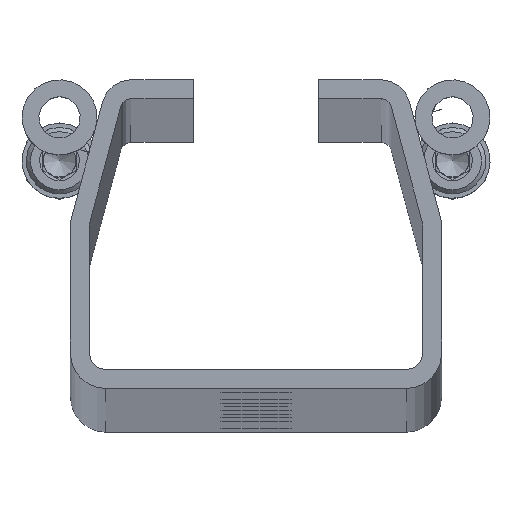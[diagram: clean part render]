
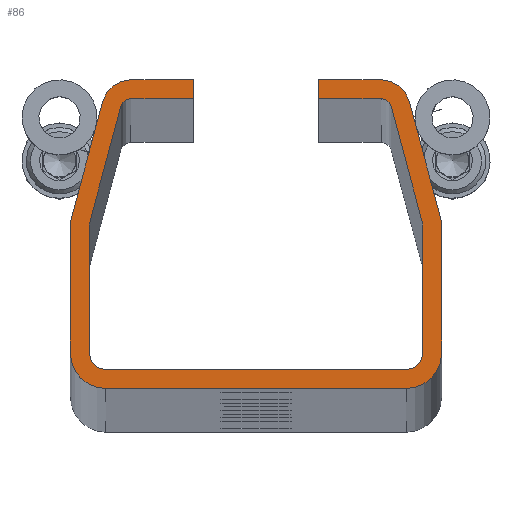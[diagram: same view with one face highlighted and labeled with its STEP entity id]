
A CAD part, top view. The second image highlights one B-rep face of the part: STEP entity #86.
In plain terms, the highlighted planar face has unit normal (0, 0, 1).
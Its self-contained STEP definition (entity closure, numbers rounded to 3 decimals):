
#86=ADVANCED_FACE('',(#451),#453,.T.);
#451=FACE_BOUND('',#452,.T.);
#452=EDGE_LOOP('',(#1510,#1511,#1512,#1513,#1514,#1515,#1516,#1517,#1518,#1519,#1520,
#1521,#1522,#1523,#1524,#1525,#1526,#1527,#1528,#1529,#1530,#1531,#1532,#1533,#1534,
#1535,#1536,#1537));
#453=PLANE('',#454);
#454=AXIS2_PLACEMENT_3D('',#455,#456,#457);
#455=CARTESIAN_POINT('',(30.26,-23.995,5993.735));
#456=DIRECTION('',(0.,0.,1.));
#457=DIRECTION('',(1.,0.,0.));
#1510=ORIENTED_EDGE('',*,*,#2029,.T.);
#1511=ORIENTED_EDGE('',*,*,#2030,.T.);
#1512=ORIENTED_EDGE('',*,*,#2031,.T.);
#1513=ORIENTED_EDGE('',*,*,#1996,.T.);
#1514=ORIENTED_EDGE('',*,*,#2028,.T.);
#1515=ORIENTED_EDGE('',*,*,#2032,.T.);
#1516=ORIENTED_EDGE('',*,*,#2033,.T.);
#1517=ORIENTED_EDGE('',*,*,#2034,.T.);
#1518=ORIENTED_EDGE('',*,*,#2035,.T.);
#1519=ORIENTED_EDGE('',*,*,#2036,.T.);
#1520=ORIENTED_EDGE('',*,*,#2037,.T.);
#1521=ORIENTED_EDGE('',*,*,#2038,.T.);
#1522=ORIENTED_EDGE('',*,*,#2039,.T.);
#1523=ORIENTED_EDGE('',*,*,#2040,.T.);
#1524=ORIENTED_EDGE('',*,*,#2041,.T.);
#1525=ORIENTED_EDGE('',*,*,#2042,.T.);
#1526=ORIENTED_EDGE('',*,*,#2043,.T.);
#1527=ORIENTED_EDGE('',*,*,#2044,.T.);
#1528=ORIENTED_EDGE('',*,*,#2045,.T.);
#1529=ORIENTED_EDGE('',*,*,#2046,.T.);
#1530=ORIENTED_EDGE('',*,*,#2047,.T.);
#1531=ORIENTED_EDGE('',*,*,#2048,.T.);
#1532=ORIENTED_EDGE('',*,*,#2049,.T.);
#1533=ORIENTED_EDGE('',*,*,#2050,.T.);
#1534=ORIENTED_EDGE('',*,*,#2051,.T.);
#1535=ORIENTED_EDGE('',*,*,#2052,.T.);
#1536=ORIENTED_EDGE('',*,*,#2053,.T.);
#1537=ORIENTED_EDGE('',*,*,#2054,.T.);
#1996=EDGE_CURVE('',#2317,#2315,#2318,.T.);
#2028=EDGE_CURVE('',#2315,#2377,#2379,.T.);
#2029=EDGE_CURVE('',#2380,#2381,#2382,.T.);
#2030=EDGE_CURVE('',#2381,#2383,#2384,.T.);
#2031=EDGE_CURVE('',#2383,#2317,#2385,.T.);
#2032=EDGE_CURVE('',#2377,#2386,#2387,.T.);
#2033=EDGE_CURVE('',#2386,#2388,#2389,.T.);
#2034=EDGE_CURVE('',#2388,#2390,#2391,.T.);
#2035=EDGE_CURVE('',#2390,#2392,#2393,.T.);
#2036=EDGE_CURVE('',#2392,#2394,#2395,.T.);
#2037=EDGE_CURVE('',#2394,#2396,#2397,.T.);
#2038=EDGE_CURVE('',#2396,#2398,#2399,.T.);
#2039=EDGE_CURVE('',#2398,#2400,#2401,.T.);
#2040=EDGE_CURVE('',#2400,#2402,#2403,.T.);
#2041=EDGE_CURVE('',#2402,#2404,#2405,.T.);
#2042=EDGE_CURVE('',#2404,#2406,#2407,.T.);
#2043=EDGE_CURVE('',#2406,#2408,#2409,.T.);
#2044=EDGE_CURVE('',#2408,#2410,#2411,.T.);
#2045=EDGE_CURVE('',#2410,#2412,#2413,.T.);
#2046=EDGE_CURVE('',#2412,#2414,#2415,.T.);
#2047=EDGE_CURVE('',#2414,#2416,#2417,.T.);
#2048=EDGE_CURVE('',#2416,#2418,#2419,.T.);
#2049=EDGE_CURVE('',#2418,#2420,#2421,.T.);
#2050=EDGE_CURVE('',#2420,#2422,#2423,.T.);
#2051=EDGE_CURVE('',#2422,#2424,#2425,.T.);
#2052=EDGE_CURVE('',#2424,#2426,#2427,.T.);
#2053=EDGE_CURVE('',#2426,#2428,#2429,.T.);
#2054=EDGE_CURVE('',#2428,#2380,#2430,.T.);
#2315=VERTEX_POINT('',#3583);
#2317=VERTEX_POINT('',#3587);
#2318=LINE('',#3588,#3589);
#2377=VERTEX_POINT('',#3723);
#2379=CIRCLE('',#3727,7.);
#2380=VERTEX_POINT('',#3731);
#2381=VERTEX_POINT('',#3732);
#2382=CIRCLE('',#3733,8.5);
#2383=VERTEX_POINT('',#3737);
#2384=LINE('',#3738,#3739);
#2385=CIRCLE('',#3741,8.5);
#2386=VERTEX_POINT('',#3745);
#2387=LINE('',#3746,#3747);
#2388=VERTEX_POINT('',#3749);
#2389=LINE('',#3750,#3751);
#2390=VERTEX_POINT('',#3753);
#2391=LINE('',#3754,#3755);
#2392=VERTEX_POINT('',#3757);
#2393=CIRCLE('',#3758,2.5);
#2394=VERTEX_POINT('',#3762);
#2395=LINE('',#3763,#3764);
#2396=VERTEX_POINT('',#3766);
#2397=CIRCLE('',#3767,4.);
#2398=VERTEX_POINT('',#3771);
#2399=LINE('',#3772,#3773);
#2400=VERTEX_POINT('',#3775);
#2401=CIRCLE('',#3776,4.);
#2402=VERTEX_POINT('',#3780);
#2403=LINE('',#3781,#3782);
#2404=VERTEX_POINT('',#3784);
#2405=CIRCLE('',#3785,4.);
#2406=VERTEX_POINT('',#3789);
#2407=LINE('',#3790,#3791);
#2408=VERTEX_POINT('',#3793);
#2409=CIRCLE('',#3794,4.);
#2410=VERTEX_POINT('',#3798);
#2411=LINE('',#3799,#3800);
#2412=VERTEX_POINT('',#3802);
#2413=CIRCLE('',#3803,2.5);
#2414=VERTEX_POINT('',#3807);
#2415=LINE('',#3808,#3809);
#2416=VERTEX_POINT('',#3811);
#2417=LINE('',#3812,#3813);
#2418=VERTEX_POINT('',#3815);
#2419=LINE('',#3816,#3817);
#2420=VERTEX_POINT('',#3819);
#2421=CIRCLE('',#3820,7.);
#2422=VERTEX_POINT('',#3824);
#2423=LINE('',#3825,#3826);
#2424=VERTEX_POINT('',#3828);
#2425=CIRCLE('',#3829,8.5);
#2426=VERTEX_POINT('',#3833);
#2427=LINE('',#3834,#3835);
#2428=VERTEX_POINT('',#3837);
#2429=CIRCLE('',#3838,8.5);
#2430=LINE('',#3842,#3843);
#3583=CARTESIAN_POINT('',(67.022,40.315,5993.735));
#3587=CARTESIAN_POINT('',(74.471,12.516,5993.735));
#3588=CARTESIAN_POINT('',(74.471,12.516,5993.735));
#3589=VECTOR('',#3590,1.);
#3590=DIRECTION('',(-0.259,0.966,0.));
#3723=CARTESIAN_POINT('',(60.26,45.503,5993.735));
#3727=AXIS2_PLACEMENT_3D('',#3728,#3729,#3730);
#3728=CARTESIAN_POINT('',(60.26,38.503,5993.735));
#3729=DIRECTION('',(0.,0.,1.));
#3730=DIRECTION('',(0.966,0.259,0.));
#3731=CARTESIAN_POINT('',(66.26,-28.495,5993.735));
#3732=CARTESIAN_POINT('',(74.76,-19.995,5993.735));
#3733=AXIS2_PLACEMENT_3D('',#3734,#3735,#3736);
#3734=CARTESIAN_POINT('',(66.26,-19.995,5993.735));
#3735=DIRECTION('',(0.,0.,1.));
#3736=DIRECTION('',(0.,-1.,0.));
#3737=CARTESIAN_POINT('',(74.76,10.316,5993.735));
#3738=CARTESIAN_POINT('',(74.76,-19.995,5993.735));
#3739=VECTOR('',#3740,1.);
#3740=DIRECTION('',(0.,1.,0.));
#3741=AXIS2_PLACEMENT_3D('',#3742,#3743,#3744);
#3742=CARTESIAN_POINT('',(66.26,10.316,5993.735));
#3743=DIRECTION('',(0.,0.,1.));
#3744=DIRECTION('',(1.,0.,0.));
#3745=CARTESIAN_POINT('',(45.262,45.503,5993.735));
#3746=CARTESIAN_POINT('',(60.26,45.503,5993.735));
#3747=VECTOR('',#3748,1.);
#3748=DIRECTION('',(-1.,0.,0.));
#3749=CARTESIAN_POINT('',(45.262,41.003,5993.735));
#3750=CARTESIAN_POINT('',(45.262,45.503,5993.735));
#3751=VECTOR('',#3752,1.);
#3752=DIRECTION('',(0.,-1.,0.));
#3753=CARTESIAN_POINT('',(60.26,41.003,5993.735));
#3754=CARTESIAN_POINT('',(45.262,41.003,5993.735));
#3755=VECTOR('',#3756,1.);
#3756=DIRECTION('',(1.,0.,0.));
#3757=CARTESIAN_POINT('',(62.675,39.15,5993.735));
#3758=AXIS2_PLACEMENT_3D('',#3759,#3760,#3761);
#3759=CARTESIAN_POINT('',(60.26,38.503,5993.735));
#3760=DIRECTION('',(0.,0.,-1.));
#3761=DIRECTION('',(0.,1.,0.));
#3762=CARTESIAN_POINT('',(70.124,11.351,5993.735));
#3763=CARTESIAN_POINT('',(62.675,39.15,5993.735));
#3764=VECTOR('',#3765,1.);
#3765=DIRECTION('',(0.259,-0.966,0.));
#3766=CARTESIAN_POINT('',(70.26,10.316,5993.735));
#3767=AXIS2_PLACEMENT_3D('',#3768,#3769,#3770);
#3768=CARTESIAN_POINT('',(66.26,10.316,5993.735));
#3769=DIRECTION('',(0.,0.,-1.));
#3770=DIRECTION('',(0.966,0.259,0.));
#3771=CARTESIAN_POINT('',(70.26,-19.995,5993.735));
#3772=CARTESIAN_POINT('',(70.26,10.316,5993.735));
#3773=VECTOR('',#3774,1.);
#3774=DIRECTION('',(0.,-1.,0.));
#3775=CARTESIAN_POINT('',(66.26,-23.995,5993.735));
#3776=AXIS2_PLACEMENT_3D('',#3777,#3778,#3779);
#3777=CARTESIAN_POINT('',(66.26,-19.995,5993.735));
#3778=DIRECTION('',(0.,0.,-1.));
#3779=DIRECTION('',(1.,0.,0.));
#3780=CARTESIAN_POINT('',(-5.74,-23.995,5993.735));
#3781=CARTESIAN_POINT('',(66.26,-23.995,5993.735));
#3782=VECTOR('',#3783,1.);
#3783=DIRECTION('',(-1.,0.,0.));
#3784=CARTESIAN_POINT('',(-9.74,-19.995,5993.735));
#3785=AXIS2_PLACEMENT_3D('',#3786,#3787,#3788);
#3786=CARTESIAN_POINT('',(-5.74,-19.995,5993.735));
#3787=DIRECTION('',(0.,0.,-1.));
#3788=DIRECTION('',(0.,-1.,0.));
#3789=CARTESIAN_POINT('',(-9.74,10.316,5993.735));
#3790=CARTESIAN_POINT('',(-9.74,-19.995,5993.735));
#3791=VECTOR('',#3792,1.);
#3792=DIRECTION('',(0.,1.,0.));
#3793=CARTESIAN_POINT('',(-9.603,11.351,5993.735));
#3794=AXIS2_PLACEMENT_3D('',#3795,#3796,#3797);
#3795=CARTESIAN_POINT('',(-5.74,10.316,5993.735));
#3796=DIRECTION('',(0.,0.,-1.));
#3797=DIRECTION('',(-1.,0.,0.));
#3798=CARTESIAN_POINT('',(-2.155,39.15,5993.735));
#3799=CARTESIAN_POINT('',(-9.603,11.351,5993.735));
#3800=VECTOR('',#3801,1.);
#3801=DIRECTION('',(0.259,0.966,0.));
#3802=CARTESIAN_POINT('',(0.26,41.003,5993.735));
#3803=AXIS2_PLACEMENT_3D('',#3804,#3805,#3806);
#3804=CARTESIAN_POINT('',(0.26,38.503,5993.735));
#3805=DIRECTION('',(0.,0.,-1.));
#3806=DIRECTION('',(-0.966,0.259,0.));
#3807=CARTESIAN_POINT('',(15.259,41.003,5993.735));
#3808=CARTESIAN_POINT('',(0.26,41.003,5993.735));
#3809=VECTOR('',#3810,1.);
#3810=DIRECTION('',(1.,0.,0.));
#3811=CARTESIAN_POINT('',(15.259,45.503,5993.735));
#3812=CARTESIAN_POINT('',(15.259,41.003,5993.735));
#3813=VECTOR('',#3814,1.);
#3814=DIRECTION('',(0.,1.,0.));
#3815=CARTESIAN_POINT('',(0.26,45.503,5993.735));
#3816=CARTESIAN_POINT('',(15.259,45.503,5993.735));
#3817=VECTOR('',#3818,1.);
#3818=DIRECTION('',(-1.,0.,0.));
#3819=CARTESIAN_POINT('',(-6.501,40.315,5993.735));
#3820=AXIS2_PLACEMENT_3D('',#3821,#3822,#3823);
#3821=CARTESIAN_POINT('',(0.26,38.503,5993.735));
#3822=DIRECTION('',(0.,0.,1.));
#3823=DIRECTION('',(0.,1.,0.));
#3824=CARTESIAN_POINT('',(-13.95,12.516,5993.735));
#3825=CARTESIAN_POINT('',(-6.501,40.315,5993.735));
#3826=VECTOR('',#3827,1.);
#3827=DIRECTION('',(-0.259,-0.966,0.));
#3828=CARTESIAN_POINT('',(-14.24,10.316,5993.735));
#3829=AXIS2_PLACEMENT_3D('',#3830,#3831,#3832);
#3830=CARTESIAN_POINT('',(-5.74,10.316,5993.735));
#3831=DIRECTION('',(0.,0.,1.));
#3832=DIRECTION('',(-0.966,0.259,0.));
#3833=CARTESIAN_POINT('',(-14.24,-19.995,5993.735));
#3834=CARTESIAN_POINT('',(-14.24,10.316,5993.735));
#3835=VECTOR('',#3836,1.);
#3836=DIRECTION('',(0.,-1.,0.));
#3837=CARTESIAN_POINT('',(-5.74,-28.495,5993.735));
#3838=AXIS2_PLACEMENT_3D('',#3839,#3840,#3841);
#3839=CARTESIAN_POINT('',(-5.74,-19.995,5993.735));
#3840=DIRECTION('',(0.,0.,1.));
#3841=DIRECTION('',(-1.,0.,0.));
#3842=CARTESIAN_POINT('',(-5.74,-28.495,5993.735));
#3843=VECTOR('',#3844,1.);
#3844=DIRECTION('',(1.,0.,0.));
